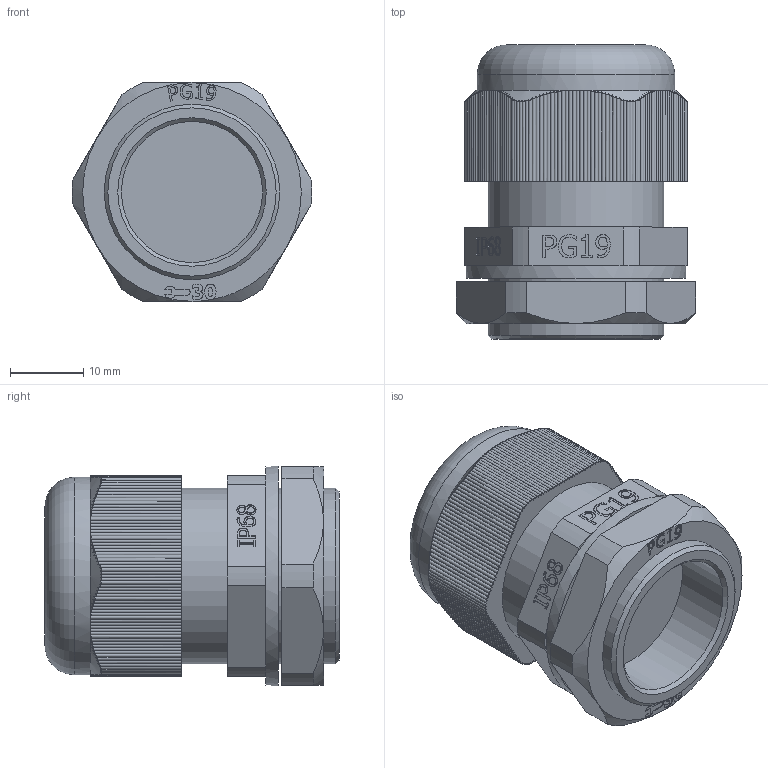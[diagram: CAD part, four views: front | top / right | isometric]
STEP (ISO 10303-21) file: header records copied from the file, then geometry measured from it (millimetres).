
FILE_DESCRIPTION(/* description */ ('','CAx-IF Rec.Pracs.---Representation and Presentation of Product Manufacturing Information (PMI)---4.0---2014-10-13'),/* implementation_level */ '2;1');
FILE_NAME(/* name */ 'ЗЭТАРУС PG19 (12-15 мм) - пластик.stp',/* time_stamp */ '2022-12-28T15:40:53+07:00',/* author */ ('zeta-09'),/* organization */ (''),/* preprocessor_version */ 'ST-DEVELOPER v18.1',/* originating_system */ 'Autodesk Inventor 2021',/* authorisation */ '');
FILE_SCHEMA (('AP242_MANAGED_MODEL_BASED_3D_ENGINEERING_MIM_LF { 1 0 10303 442 1 1 4 }'));
Length unit declared in the file: millimetre
Products named in the file (1): Деталь1
Bounding box: 32.78 x 40.21 x 30 mm (x, y, z)
Volume: 21762.6 mm3; surface area: 7475.2 mm2
Topology: 1 solids, 3 shells, 657 faces, 1976 edges, 1354 vertices
Faces by surface type: plane 210, cylinder 209, bspline 162, cone 74, torus 2
Full cylindrical faces by diameter (mm): 19.3 x1, 24 x3, 27 x1, 30 x1
Entity records: 27540 total; most frequent: CARTESIAN_POINT 10203, ORIENTED_EDGE 3950, DIRECTION 2866, EDGE_CURVE 1976, VERTEX_POINT 1354, AXIS2_PLACEMENT_3D 1089, B_SPLINE_CURVE_WITH_KNOTS 696, LINE 688
